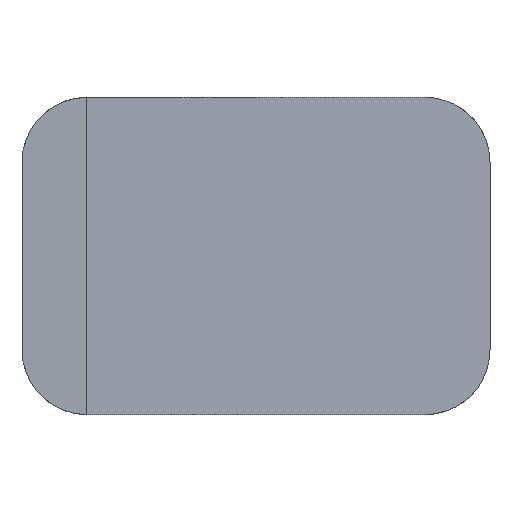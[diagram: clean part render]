
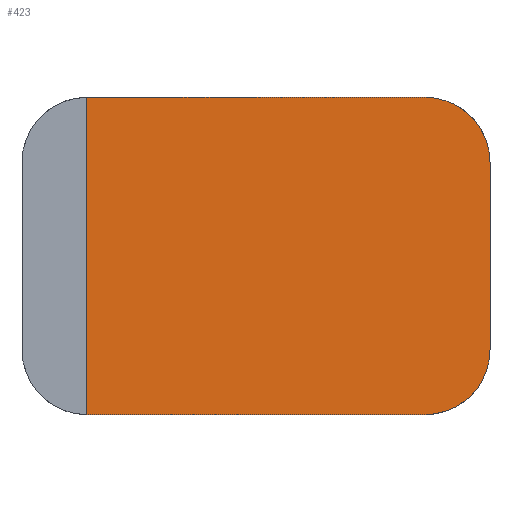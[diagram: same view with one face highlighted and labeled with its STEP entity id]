
A CAD part, front view. The second image highlights one B-rep face of the part: STEP entity #423.
In plain terms, the highlighted planar face has unit normal (0.032, -1, 0).
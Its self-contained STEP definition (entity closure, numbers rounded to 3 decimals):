
#4 = LINE ( 'NONE', #278, #210 ) ;
#35 = EDGE_CURVE ( 'NONE', #467, #40, #666, .T. ) ;
#38 =( BOUNDED_CURVE ( )  B_SPLINE_CURVE ( 3, ( #530, #173, #281, #105 ),
 .UNSPECIFIED., .F., .T. ) 
 B_SPLINE_CURVE_WITH_KNOTS ( ( 4, 4 ),
 ( 1.571, 3.142 ),
 .UNSPECIFIED. ) 
 CURVE ( )  GEOMETRIC_REPRESENTATION_ITEM ( )  RATIONAL_B_SPLINE_CURVE ( ( 1., 0.805, 0.805, 1. ) ) 
 REPRESENTATION_ITEM ( '' )  );
#40 = VERTEX_POINT ( 'NONE', #103 ) ;
#44 = ORIENTED_EDGE ( 'NONE', *, *, #35, .T. ) ;
#61 = VERTEX_POINT ( 'NONE', #66 ) ;
#66 = CARTESIAN_POINT ( 'NONE',  ( 5., 25., 0. ) ) ;
#67 = VECTOR ( 'NONE', #289, 1000. ) ;
#77 = CARTESIAN_POINT ( 'NONE',  ( 36., 26., 5. ) ) ;
#83 = ORIENTED_EDGE ( 'NONE', *, *, #292, .T. ) ;
#103 = CARTESIAN_POINT ( 'NONE',  ( 31., 25.839, 24.4 ) ) ;
#105 = CARTESIAN_POINT ( 'NONE',  ( 36., 26., 5. ) ) ;
#132 = ORIENTED_EDGE ( 'NONE', *, *, #365, .T. ) ;
#134 = LINE ( 'NONE', #240, #252 ) ;
#166 = CARTESIAN_POINT ( 'NONE',  ( 5., 25., 24.4 ) ) ;
#169 = CARTESIAN_POINT ( 'NONE',  ( 36., 26., 19.4 ) ) ;
#173 = CARTESIAN_POINT ( 'NONE',  ( 33.929, 25.933, 0. ) ) ;
#175 = DIRECTION ( 'NONE',  ( 0.999, 0.032, 0. ) ) ;
#179 = VERTEX_POINT ( 'NONE', #77 ) ;
#199 = AXIS2_PLACEMENT_3D ( 'NONE', #166, #673, #270 ) ;
#200 = EDGE_CURVE ( 'NONE', #256, #40, #4, .T. ) ;
#210 = VECTOR ( 'NONE', #175, 1000. ) ;
#226 = PLANE ( 'NONE',  #199 ) ;
#240 = CARTESIAN_POINT ( 'NONE',  ( 36., 26., 24.4 ) ) ;
#252 = VECTOR ( 'NONE', #302, 1000. ) ;
#253 = LINE ( 'NONE', #399, #418 ) ;
#256 = VERTEX_POINT ( 'NONE', #540 ) ;
#270 = DIRECTION ( 'NONE',  ( -0.999, -0.032, 0. ) ) ;
#278 = CARTESIAN_POINT ( 'NONE',  ( 5., 25., 24.4 ) ) ;
#281 = CARTESIAN_POINT ( 'NONE',  ( 36., 26., 2.071 ) ) ;
#289 = DIRECTION ( 'NONE',  ( 0., 0., -1. ) ) ;
#292 = EDGE_CURVE ( 'NONE', #61, #336, #253, .T. ) ;
#302 = DIRECTION ( 'NONE',  ( 0., 0., -1. ) ) ;
#309 = ORIENTED_EDGE ( 'NONE', *, *, #579, .F. ) ;
#313 = ORIENTED_EDGE ( 'NONE', *, *, #200, .F. ) ;
#336 = VERTEX_POINT ( 'NONE', #567 ) ;
#337 = LINE ( 'NONE', #606, #67 ) ;
#365 = EDGE_CURVE ( 'NONE', #336, #179, #38, .T. ) ;
#393 = EDGE_LOOP ( 'NONE', ( #309, #44, #313, #558, #83, #132 ) ) ;
#399 = CARTESIAN_POINT ( 'NONE',  ( 5., 25., 0. ) ) ;
#418 = VECTOR ( 'NONE', #608, 1000. ) ;
#420 = CARTESIAN_POINT ( 'NONE',  ( 36., 26., 19.4 ) ) ;
#423 = ADVANCED_FACE ( 'NONE', ( #428 ), #226, .F. ) ;
#428 = FACE_OUTER_BOUND ( 'NONE', #393, .T. ) ;
#437 = CARTESIAN_POINT ( 'NONE',  ( 33.929, 25.933, 24.4 ) ) ;
#467 = VERTEX_POINT ( 'NONE', #169 ) ;
#505 = EDGE_CURVE ( 'NONE', #256, #61, #337, .T. ) ;
#530 = CARTESIAN_POINT ( 'NONE',  ( 31., 25.839, 0. ) ) ;
#540 = CARTESIAN_POINT ( 'NONE',  ( 5., 25., 24.4 ) ) ;
#558 = ORIENTED_EDGE ( 'NONE', *, *, #505, .T. ) ;
#567 = CARTESIAN_POINT ( 'NONE',  ( 31., 25.839, 0. ) ) ;
#574 = CARTESIAN_POINT ( 'NONE',  ( 31., 25.839, 24.4 ) ) ;
#579 = EDGE_CURVE ( 'NONE', #467, #179, #134, .T. ) ;
#606 = CARTESIAN_POINT ( 'NONE',  ( 5., 25., 24.4 ) ) ;
#608 = DIRECTION ( 'NONE',  ( 0.999, 0.032, 0. ) ) ;
#625 = CARTESIAN_POINT ( 'NONE',  ( 36., 26., 22.329 ) ) ;
#666 =( BOUNDED_CURVE ( )  B_SPLINE_CURVE ( 3, ( #420, #625, #437, #574 ),
 .UNSPECIFIED., .F., .T. ) 
 B_SPLINE_CURVE_WITH_KNOTS ( ( 4, 4 ),
 ( 0., 1.571 ),
 .UNSPECIFIED. ) 
 CURVE ( )  GEOMETRIC_REPRESENTATION_ITEM ( )  RATIONAL_B_SPLINE_CURVE ( ( 1., 0.805, 0.805, 1. ) ) 
 REPRESENTATION_ITEM ( '' )  );
#673 = DIRECTION ( 'NONE',  ( -0.032, 0.999, 0. ) ) ;
